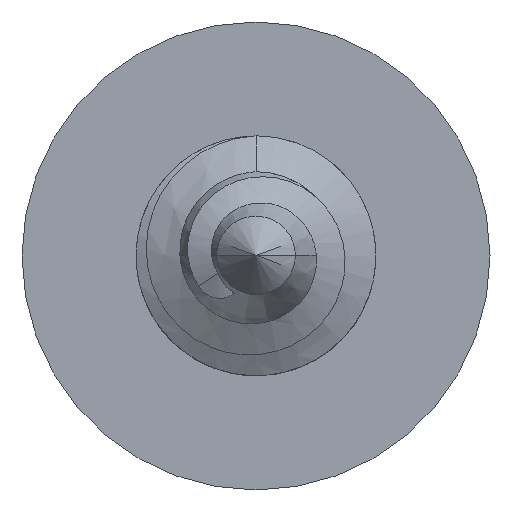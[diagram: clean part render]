
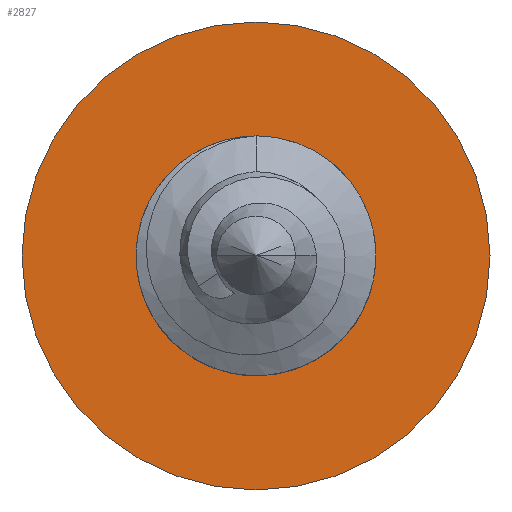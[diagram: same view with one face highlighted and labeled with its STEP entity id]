
A CAD part, top view. The second image highlights one B-rep face of the part: STEP entity #2827.
In plain terms, the highlighted planar face has unit normal (0, 0, 1).
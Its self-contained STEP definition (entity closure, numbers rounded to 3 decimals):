
#470 = CIRCLE ( 'NONE', #504, 2.083 ) ;
#489 = DIRECTION ( 'NONE',  ( 0., 1., 0. ) ) ;
#490 = DIRECTION ( 'NONE',  ( 0., 0., -1. ) ) ;
#496 = CARTESIAN_POINT ( 'NONE',  ( 0., 0., -3.339 ) ) ;
#497 = DIRECTION ( 'NONE',  ( 1., 0., 0. ) ) ;
#498 = DIRECTION ( 'NONE',  ( 0., 0., 1. ) ) ;
#499 = CARTESIAN_POINT ( 'NONE',  ( 0., 0., -3.339 ) ) ;
#501 = CARTESIAN_POINT ( 'NONE',  ( 0., -4.064, -3.339 ) ) ;
#502 = AXIS2_PLACEMENT_3D ( 'NONE', #496, #490, #489 ) ;
#504 = AXIS2_PLACEMENT_3D ( 'NONE', #499, #498, #497 ) ;
#512 = CIRCLE ( 'NONE', #502, 4.064 ) ;
#861 = FACE_BOUND ( 'NONE', #2862, .T. ) ;
#862 = FACE_OUTER_BOUND ( 'NONE', #2756, .T. ) ;
#876 = DIRECTION ( 'NONE',  ( 0., 0., 1. ) ) ;
#877 = CARTESIAN_POINT ( 'NONE',  ( 0., 0., -3.339 ) ) ;
#1077 = DIRECTION ( 'NONE',  ( 0., -1., 0. ) ) ;
#1079 = PLANE ( 'NONE',  #1080 ) ;
#1080 = AXIS2_PLACEMENT_3D ( 'NONE', #877, #876, #1077 ) ;
#1365 = CIRCLE ( 'NONE', #1399, 4.064 ) ;
#1386 = CARTESIAN_POINT ( 'NONE',  ( 0., 4.064, -3.339 ) ) ;
#1392 = DIRECTION ( 'NONE',  ( 0., 1., 0. ) ) ;
#1393 = DIRECTION ( 'NONE',  ( 0., 0., -1. ) ) ;
#1394 = CARTESIAN_POINT ( 'NONE',  ( 0., 0., -3.339 ) ) ;
#1399 = AXIS2_PLACEMENT_3D ( 'NONE', #1394, #1393, #1392 ) ;
#1842 = VERTEX_POINT ( 'NONE', #2188 ) ;
#1969 = EDGE_CURVE ( 'NONE', #1994, #1842, #2963, .T. ) ;
#1994 = VERTEX_POINT ( 'NONE', #2999 ) ;
#2002 = EDGE_CURVE ( 'NONE', #2006, #1994, #2989, .T. ) ;
#2006 = VERTEX_POINT ( 'NONE', #3051 ) ;
#2159 = ORIENTED_EDGE ( 'NONE', *, *, #2161, .F. ) ;
#2161 = EDGE_CURVE ( 'NONE', #2757, #2165, #1365, .T. ) ;
#2165 = VERTEX_POINT ( 'NONE', #1386 ) ;
#2188 = CARTESIAN_POINT ( 'NONE',  ( 1.552, -1.389, -3.339 ) ) ;
#2499 = DIRECTION ( 'NONE',  ( 0., 0., 1. ) ) ;
#2500 = DIRECTION ( 'NONE',  ( 1., 0., 0. ) ) ;
#2712 = ORIENTED_EDGE ( 'NONE', *, *, #2754, .F. ) ;
#2754 = EDGE_CURVE ( 'NONE', #1842, #2006, #470, .T. ) ;
#2756 = EDGE_LOOP ( 'NONE', ( #2159, #2828 ) ) ;
#2757 = VERTEX_POINT ( 'NONE', #501 ) ;
#2758 = EDGE_CURVE ( 'NONE', #2165, #2757, #512, .T. ) ;
#2794 = ORIENTED_EDGE ( 'NONE', *, *, #1969, .F. ) ;
#2795 = ORIENTED_EDGE ( 'NONE', *, *, #2002, .F. ) ;
#2827 = ADVANCED_FACE ( 'NONE', ( #862, #861 ), #1079, .T. ) ;
#2828 = ORIENTED_EDGE ( 'NONE', *, *, #2758, .F. ) ;
#2862 = EDGE_LOOP ( 'NONE', ( #2712, #2794, #2795 ) ) ;
#2937 = AXIS2_PLACEMENT_3D ( 'NONE', #2948, #2940, #2962 ) ;
#2940 = DIRECTION ( 'NONE',  ( 0., 0., 1. ) ) ;
#2948 = CARTESIAN_POINT ( 'NONE',  ( 0., 0., -3.339 ) ) ;
#2962 = DIRECTION ( 'NONE',  ( 1., 0., 0. ) ) ;
#2963 = CIRCLE ( 'NONE', #2937, 2.083 ) ;
#2985 = CARTESIAN_POINT ( 'NONE',  ( 0., 0., -3.339 ) ) ;
#2986 = AXIS2_PLACEMENT_3D ( 'NONE', #2985, #2499, #2500 ) ;
#2989 = CIRCLE ( 'NONE', #2986, 2.083 ) ;
#2999 = CARTESIAN_POINT ( 'NONE',  ( -2.083, 0., -3.339 ) ) ;
#3051 = CARTESIAN_POINT ( 'NONE',  ( 2.083, 0., -3.339 ) ) ;
